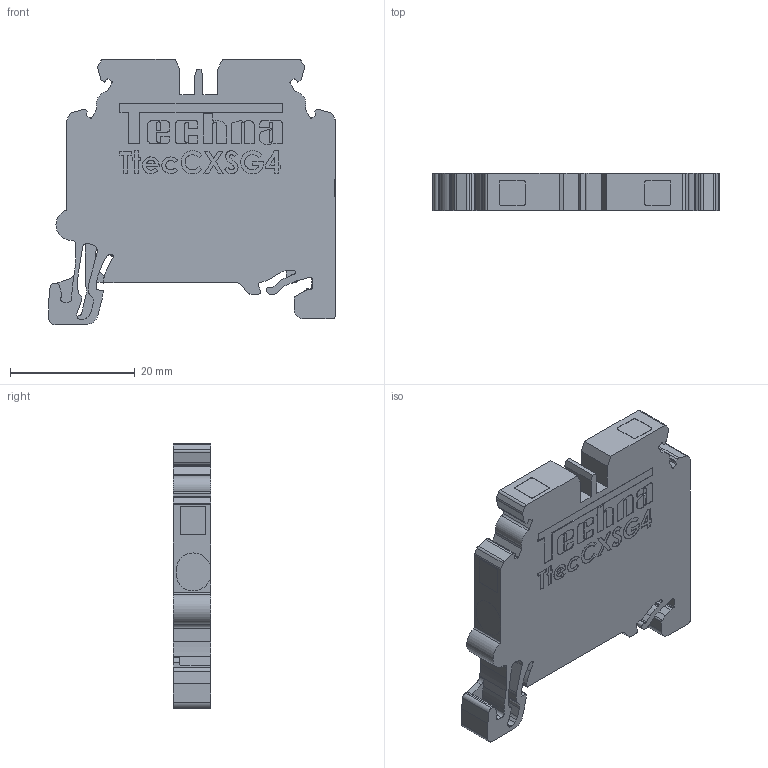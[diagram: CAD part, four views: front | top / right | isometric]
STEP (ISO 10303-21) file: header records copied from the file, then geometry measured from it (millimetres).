
FILE_DESCRIPTION (( 'STEP AP214' ), '1' );
FILE_NAME ('TtecCXSG4.STEP', '2020-07-22T11:10:21', ( '' ), ( '' ), 'SwSTEP 2.0', 'SolidWorks 2020', '' );
FILE_SCHEMA (( 'AUTOMOTIVE_DESIGN' ));
Length unit declared in the file: millimetre
Products named in the file (1): TtecCXSG4
Bounding box: 45.9 x 5.95 x 42.5 mm (x, y, z)
Volume: 8711.7 mm3; surface area: 4687 mm2
Topology: 1 solids, 1 shells, 807 faces, 2302 edges, 1535 vertices
Faces by surface type: plane 443, cylinder 266, bspline 98
Entity records: 37087 total; most frequent: CARTESIAN_POINT 10583, ORIENTED_EDGE 4604, DIRECTION 4080, EDGE_CURVE 2302, VECTOR 1552, LINE 1552, VERTEX_POINT 1535, AXIS2_PLACEMENT_3D 1264
